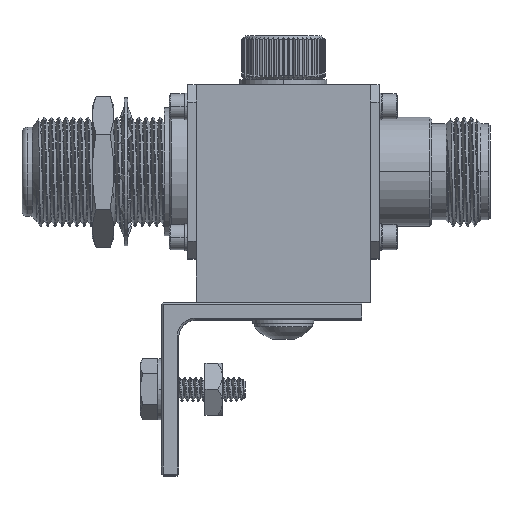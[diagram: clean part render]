
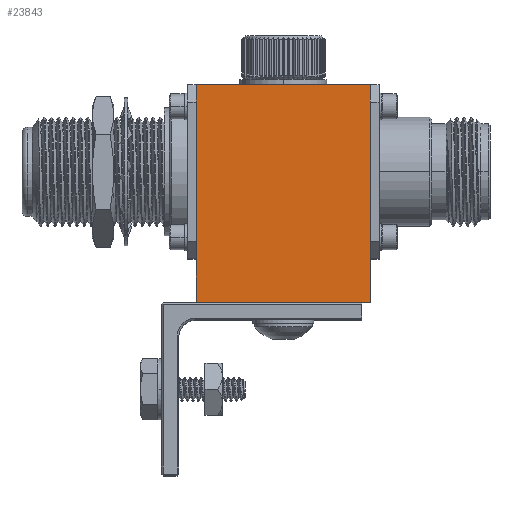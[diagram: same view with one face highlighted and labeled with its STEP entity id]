
A CAD part, top view. The second image highlights one B-rep face of the part: STEP entity #23843.
In plain terms, the highlighted planar face has unit normal (0, 0, 1).
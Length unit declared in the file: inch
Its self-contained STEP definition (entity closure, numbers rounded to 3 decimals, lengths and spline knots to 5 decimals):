
#781 = EDGE_CURVE ( 'NONE', #19000, #8142, #7817, .T. ) ;
#941 = CARTESIAN_POINT ( 'NONE',  ( 0.5, 0.625, 0.5 ) ) ;
#1667 = CARTESIAN_POINT ( 'NONE',  ( 0.5, 0.525, 0.5 ) ) ;
#1942 = ORIENTED_EDGE ( 'NONE', *, *, #6156, .T. ) ;
#2814 = ORIENTED_EDGE ( 'NONE', *, *, #26082, .T. ) ;
#2831 = EDGE_CURVE ( 'NONE', #10528, #20743, #15850, .T. ) ;
#3343 = DIRECTION ( 'NONE',  ( 0., 0., 1. ) ) ;
#4514 = ORIENTED_EDGE ( 'NONE', *, *, #23550, .T. ) ;
#4763 = LINE ( 'NONE', #11503, #30388 ) ;
#5093 = LINE ( 'NONE', #9418, #6717 ) ;
#6061 = DIRECTION ( 'NONE',  ( 0., 1., 0. ) ) ;
#6156 = EDGE_CURVE ( 'NONE', #14194, #31511, #12470, .T. ) ;
#6319 = CARTESIAN_POINT ( 'NONE',  ( -0.5, -0.39167, 0.5 ) ) ;
#6717 = VECTOR ( 'NONE', #7047, 39.37008 ) ;
#6996 = CARTESIAN_POINT ( 'NONE',  ( 0.5, -0.275, 0.5 ) ) ;
#7047 = DIRECTION ( 'NONE',  ( 0., 1., 0. ) ) ;
#7817 = LINE ( 'NONE', #941, #23429 ) ;
#8142 = VERTEX_POINT ( 'NONE', #1667 ) ;
#8439 = ORIENTED_EDGE ( 'NONE', *, *, #31567, .F. ) ;
#8476 = DIRECTION ( 'NONE',  ( 0., -1., 0. ) ) ;
#8550 = CARTESIAN_POINT ( 'NONE',  ( -0.50015, 0.525, 0.5 ) ) ;
#9098 = DIRECTION ( 'NONE',  ( 1., 0., 0. ) ) ;
#9124 = CARTESIAN_POINT ( 'NONE',  ( -0.5, -0.50833, 0.5 ) ) ;
#9418 = CARTESIAN_POINT ( 'NONE',  ( 0.5, -0.625, 0.5 ) ) ;
#9701 = CARTESIAN_POINT ( 'NONE',  ( -0.5, 0.59167, 0.5 ) ) ;
#10528 = VERTEX_POINT ( 'NONE', #21083 ) ;
#10545 = CARTESIAN_POINT ( 'NONE',  ( -0.5, -0.625, 0.5 ) ) ;
#10700 = CARTESIAN_POINT ( 'NONE',  ( -0.50015, -0.275, 0.5 ) ) ;
#10727 = LINE ( 'NONE', #19214, #27113 ) ;
#11372 = CARTESIAN_POINT ( 'NONE',  ( -0.50015, -0.275, 0.5 ) ) ;
#11408 = ORIENTED_EDGE ( 'NONE', *, *, #781, .T. ) ;
#11503 = CARTESIAN_POINT ( 'NONE',  ( -0.5, 0.625, 0.5 ) ) ;
#11841 = VECTOR ( 'NONE', #19749, 39.37008 ) ;
#12059 = VECTOR ( 'NONE', #9098, 39.37008 ) ;
#12175 = EDGE_LOOP ( 'NONE', ( #2814, #11408, #13774, #18398, #17799, #8439, #4514, #1942 ) ) ;
#12397 = CARTESIAN_POINT ( 'NONE',  ( -0.5, 0.625, 0.5 ) ) ;
#12470 = LINE ( 'NONE', #24424, #12059 ) ;
#13009 = B_SPLINE_CURVE_WITH_KNOTS ( 'NONE', 3,
 ( #11372, #6319, #9124, #29480 ),
 .UNSPECIFIED., .F., .F.,
 ( 4, 4 ),
 ( 0.72, 1. ),
 .UNSPECIFIED. ) ;
#13774 = ORIENTED_EDGE ( 'NONE', *, *, #22470, .T. ) ;
#13867 = DIRECTION ( 'NONE',  ( -1., 0., 0. ) ) ;
#14194 = VERTEX_POINT ( 'NONE', #10545 ) ;
#15850 = B_SPLINE_CURVE_WITH_KNOTS ( 'NONE', 3,
 ( #12397, #9701, #30059, #19966 ),
 .UNSPECIFIED., .F., .F.,
 ( 4, 4 ),
 ( 0., 0.08 ),
 .UNSPECIFIED. ) ;
#17799 = ORIENTED_EDGE ( 'NONE', *, *, #2831, .T. ) ;
#18398 = ORIENTED_EDGE ( 'NONE', *, *, #22954, .T. ) ;
#18527 = CARTESIAN_POINT ( 'NONE',  ( 0.54971, 0.625, 0.5 ) ) ;
#18604 = LINE ( 'NONE', #27904, #11841 ) ;
#19000 = VERTEX_POINT ( 'NONE', #6996 ) ;
#19106 = VERTEX_POINT ( 'NONE', #20137 ) ;
#19214 = CARTESIAN_POINT ( 'NONE',  ( -0.5, 0.625, 0.5 ) ) ;
#19428 = AXIS2_PLACEMENT_3D ( 'NONE', #18527, #3343, #8476 ) ;
#19749 = DIRECTION ( 'NONE',  ( 0., 1., 0. ) ) ;
#19966 = CARTESIAN_POINT ( 'NONE',  ( -0.50015, 0.525, 0.5 ) ) ;
#20137 = CARTESIAN_POINT ( 'NONE',  ( 0.5, 0.625, 0.5 ) ) ;
#20743 = VERTEX_POINT ( 'NONE', #8550 ) ;
#21083 = CARTESIAN_POINT ( 'NONE',  ( -0.5, 0.625, 0.5 ) ) ;
#21116 = PLANE ( 'NONE',  #19428 ) ;
#21117 = FACE_OUTER_BOUND ( 'NONE', #12175, .T. ) ;
#21445 = CARTESIAN_POINT ( 'NONE',  ( 0.5, -0.625, 0.5 ) ) ;
#22470 = EDGE_CURVE ( 'NONE', #8142, #19106, #5093, .T. ) ;
#22954 = EDGE_CURVE ( 'NONE', #19106, #10528, #10727, .T. ) ;
#23429 = VECTOR ( 'NONE', #6061, 39.37008 ) ;
#23550 = EDGE_CURVE ( 'NONE', #24375, #14194, #13009, .T. ) ;
#23843 = ADVANCED_FACE ( 'NONE', ( #21117 ), #21116, .T. ) ;
#24375 = VERTEX_POINT ( 'NONE', #10700 ) ;
#24424 = CARTESIAN_POINT ( 'NONE',  ( -0.5, -0.625, 0.5 ) ) ;
#24680 = DIRECTION ( 'NONE',  ( 0., 1., 0. ) ) ;
#26082 = EDGE_CURVE ( 'NONE', #31511, #19000, #18604, .T. ) ;
#27113 = VECTOR ( 'NONE', #13867, 39.37008 ) ;
#27904 = CARTESIAN_POINT ( 'NONE',  ( 0.5, -0.625, 0.5 ) ) ;
#29480 = CARTESIAN_POINT ( 'NONE',  ( -0.5, -0.625, 0.5 ) ) ;
#30059 = CARTESIAN_POINT ( 'NONE',  ( -0.5, 0.55833, 0.5 ) ) ;
#30388 = VECTOR ( 'NONE', #24680, 39.37008 ) ;
#31511 = VERTEX_POINT ( 'NONE', #21445 ) ;
#31567 = EDGE_CURVE ( 'NONE', #24375, #20743, #4763, .T. ) ;
